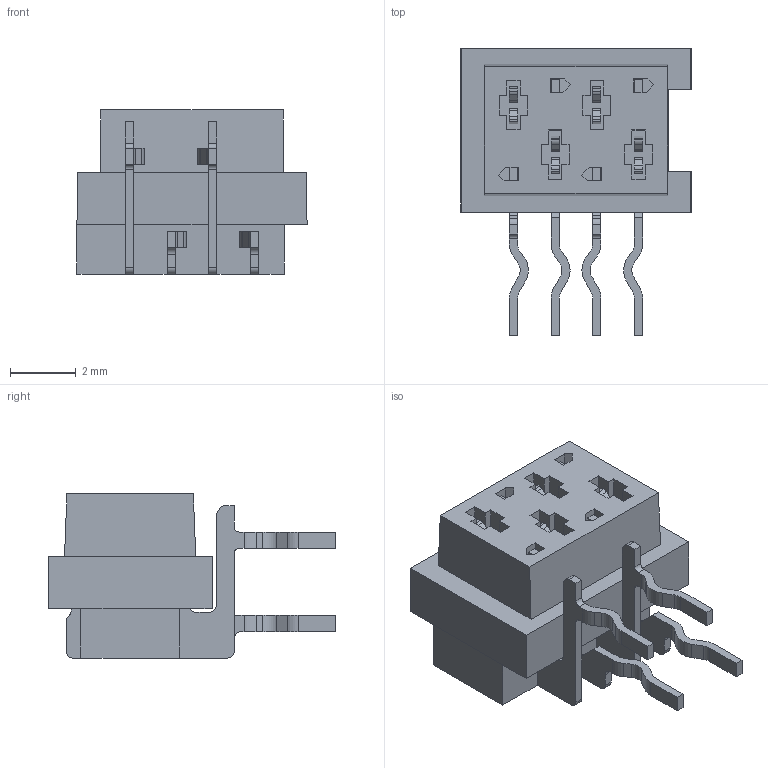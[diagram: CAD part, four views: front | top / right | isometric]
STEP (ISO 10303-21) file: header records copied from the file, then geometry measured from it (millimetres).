
FILE_DESCRIPTION((''),'2;1');
FILE_NAME('C-215460-4','2017-04-24T',('workeradm'),('Tyco Electronics Ltd.'),'CREO PARAMETRIC BY PTC INC, 2016050','CREO PARAMETRIC BY PTC INC, 2016050','');
FILE_SCHEMA(('AUTOMOTIVE_DESIGN { 1 0 10303 214 1 1 1 1 }'));
Length unit declared in the file: millimetre
Products named in the file (1): C-215460-4
Bounding box: 7.01 x 8.77 x 5 mm (x, y, z)
Volume: 124.7 mm3; surface area: 258.7 mm2
Topology: 1 solids, 1 shells, 337 faces, 953 edges, 634 vertices
Faces by surface type: plane 259, cylinder 77, extrusion 1
Entity records: 11012 total; most frequent: CARTESIAN_POINT 1934, ORIENTED_EDGE 1906, DIRECTION 1780, EDGE_CURVE 953, VECTOR 798, LINE 797, VERTEX_POINT 634, AXIS2_PLACEMENT_3D 491
